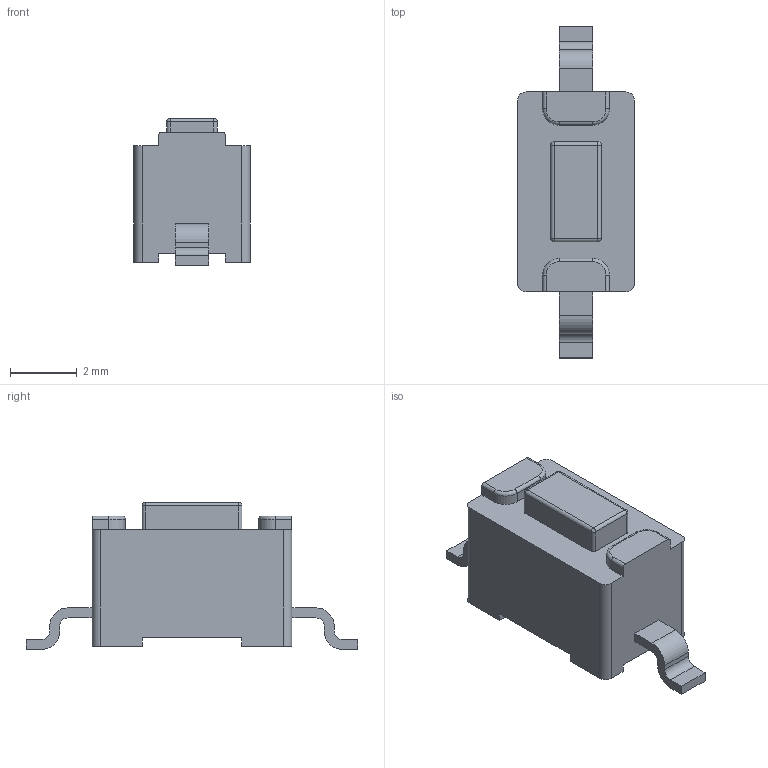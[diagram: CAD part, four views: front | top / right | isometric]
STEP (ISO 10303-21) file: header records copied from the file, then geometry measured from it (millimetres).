
FILE_DESCRIPTION(('FreeCAD Model'),'2;1');
FILE_NAME('TE_1437566-3.step', '2021-04-01T19:14:19',('kicad StepUp'),('ksu MCAD'), 'Open CASCADE STEP processor 7.2','FreeCAD','Unknown');
FILE_SCHEMA(('AUTOMOTIVE_DESIGN { 1 0 10303 214 1 1 1 1 }'));
Length unit declared in the file: millimetre
Products named in the file (1): TE_1437566-3
Bounding box: 3.5 x 9.97 x 4.42 mm (x, y, z)
Volume: 76 mm3; surface area: 131.2 mm2
Topology: 1 solids, 1 shells, 87 faces, 226 edges, 144 vertices
Faces by surface type: plane 49, cylinder 30, torus 4, sphere 4
Entity records: 3267 total; most frequent: DIRECTION 466, CARTESIAN_POINT 458, ORIENTED_EDGE 452, EDGE_CURVE 226, LINE 162, VECTOR 162, AXIS2_PLACEMENT_3D 152, VERTEX_POINT 144
